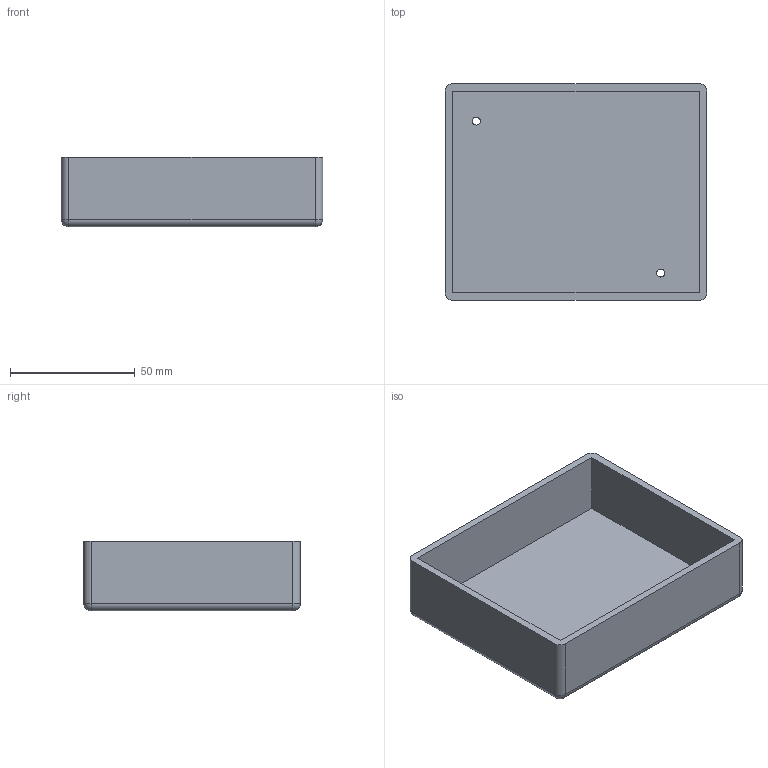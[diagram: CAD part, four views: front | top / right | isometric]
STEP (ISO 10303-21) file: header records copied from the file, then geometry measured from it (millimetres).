
FILE_DESCRIPTION(('FreeCAD Model'),'2;1');
FILE_NAME('Open CASCADE Shape Model','2025-01-05T18:42:26',('Author'),( ''),'Open CASCADE STEP processor 7.8','FreeCAD','Unknown');
FILE_SCHEMA(('AUTOMOTIVE_DESIGN { 1 0 10303 214 1 1 1 1 }'));
Length unit declared in the file: millimetre
Products named in the file (1): Body
Bounding box: 105 x 87 x 28 mm (x, y, z)
Volume: 54316.8 mm3; surface area: 37398.7 mm2
Topology: 1 solids, 1 shells, 25 faces, 54 edges, 32 vertices
Faces by surface type: plane 11, cylinder 10, sphere 4
Full cylindrical faces by diameter (mm): 3.2 x2
Entity records: 704 total; most frequent: DIRECTION 126, CARTESIAN_POINT 112, ORIENTED_EDGE 108, EDGE_CURVE 54, AXIS2_PLACEMENT_3D 46, LINE 34, VECTOR 34, VERTEX_POINT 32
